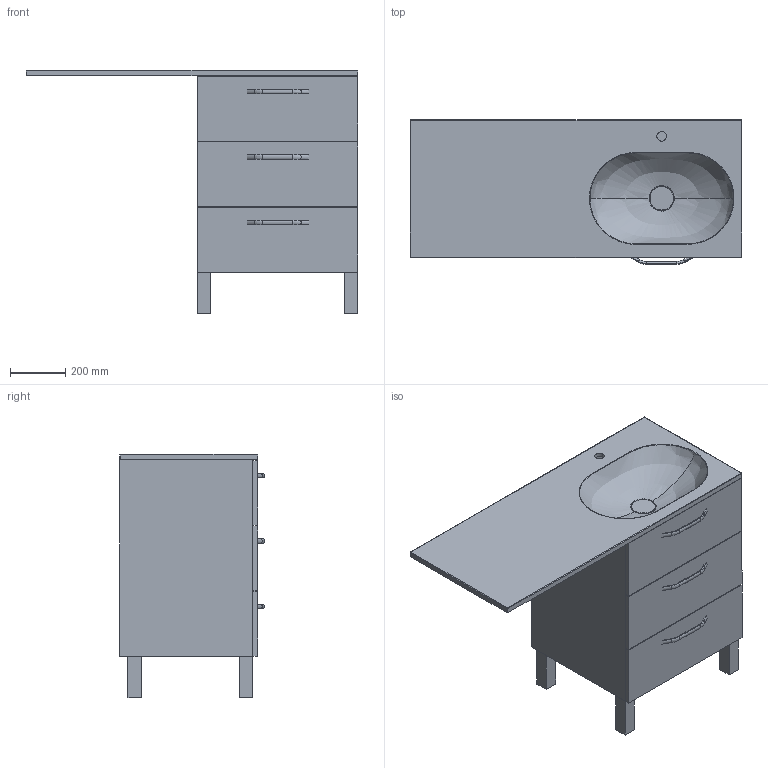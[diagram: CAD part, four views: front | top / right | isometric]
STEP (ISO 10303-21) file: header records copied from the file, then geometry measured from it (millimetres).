
FILE_DESCRIPTION(/* description */ (''),/* implementation_level */ '2;1');
FILE_NAME(/* name */ 'New York 1200 R+тумба без боковини.stp',/* time_stamp */ '2025-09-24T14:17:41+03:00',/* author */ ('ya'),/* organization */ (''),/* preprocessor_version */ 'ST-DEVELOPER v18.1',/* originating_system */ 'Autodesk Inventor 2022',/* authorisation */ '');
FILE_SCHEMA (('AUTOMOTIVE_DESIGN { 1 0 10303 214 3 1 1 }'));
Length unit declared in the file: millimetre
Products named in the file (5): New York 1200 R+тумба без 
боковини; New York 1200 Lт_MIR1; New York L 1200_MIR1; ручка_MIR1; чехол 88
Assembly tree (6 placements, depth 2):
  New York 1200 R+тумба без 
боковини
    New York 1200 Lт_MIR1
    New York L 1200_MIR1
    ручка_MIR1  x3
    чехол 88
Bounding box: 1200 x 523 x 880 mm (x, y, z)
Volume: 55478640.1 mm3; surface area: 7165129.6 mm2
Topology: 34 solids, 34 shells, 377 faces, 820 edges, 519 vertices
Faces by surface type: plane 222, cylinder 77, torus 37, bspline 35, sphere 4, cone 2
Full cylindrical faces by diameter (mm): 6 x6, 35 x1, 45 x1, 86 x1, 90 x1
Entity records: 26182 total; most frequent: CARTESIAN_POINT 18979, ORIENTED_EDGE 1416, DIRECTION 1394, EDGE_CURVE 708, AXIS2_PLACEMENT_3D 469, LINE 456, VECTOR 456, VERTEX_POINT 455
